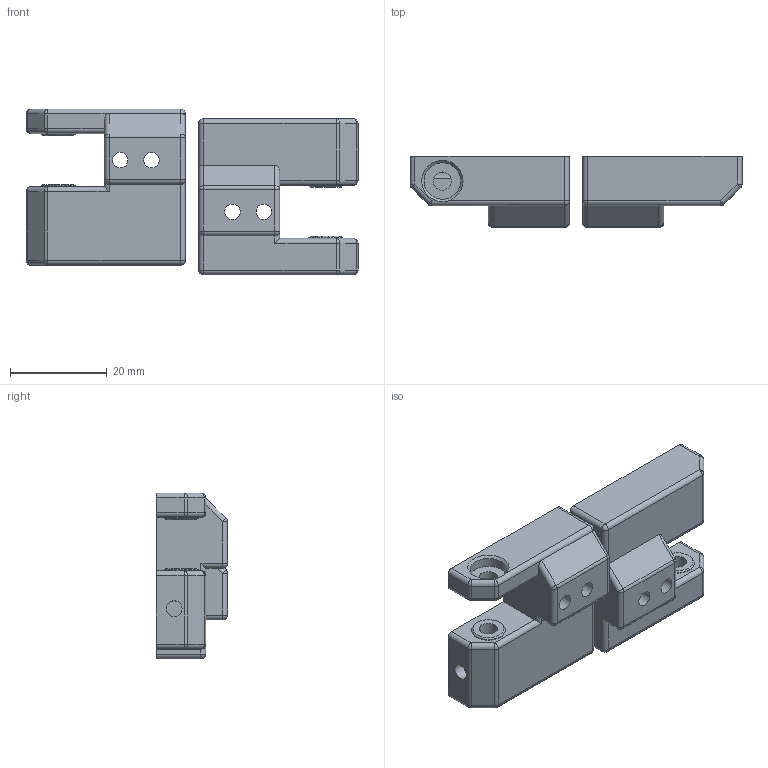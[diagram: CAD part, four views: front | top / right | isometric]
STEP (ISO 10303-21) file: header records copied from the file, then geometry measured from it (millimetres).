
FILE_DESCRIPTION(('HOOPS Exchange Step'),'2;1');
FILE_NAME('temp_export','2023-12-23T17:03:26-06:00',('DentedAF'),('Shapr3D Limited'),'HOOPS Exchange 2023.2','Shapr3D','Authorized');
FILE_SCHEMA( ('AUTOMOTIVE_DESIGN { 1 0 10303 214 1 1 1 1 }') );
Length unit declared in the file: millimetre
Products named in the file (1): root
Bounding box: 68.73 x 14.7 x 34.3 mm (x, y, z)
Volume: 17699.6 mm3; surface area: 8631.9 mm2
Topology: 2 solids, 2 shells, 156 faces, 383 edges, 211 vertices
Faces by surface type: cylinder 78, plane 44, sphere 28, cone 6
Full cylindrical faces by diameter (mm): 3.2 x4, 3.3 x2, 3.8 x4, 4.7 x4, 7 x4, 7.55 x2
Entity records: 4573 total; most frequent: CARTESIAN_POINT 891, DIRECTION 839, ORIENTED_EDGE 710, EDGE_CURVE 355, AXIS2_PLACEMENT_3D 334, VERTEX_POINT 211, EDGE_LOOP 182, FACE_BOUND 182
